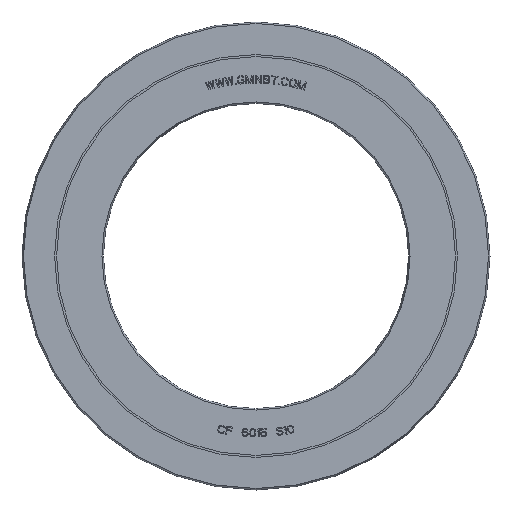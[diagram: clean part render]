
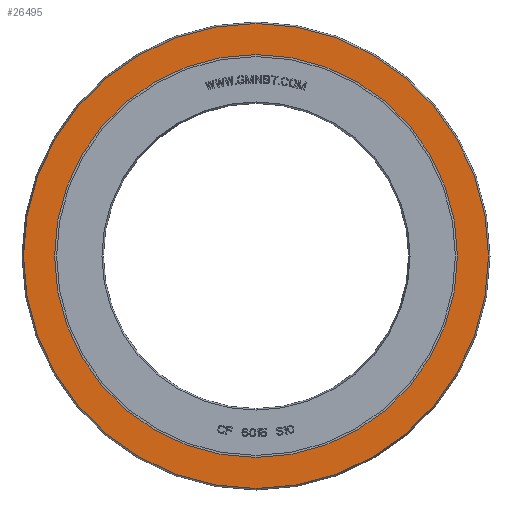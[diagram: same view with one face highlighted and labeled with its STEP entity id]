
A CAD part, front view. The second image highlights one B-rep face of the part: STEP entity #26495.
In plain terms, the highlighted planar face has unit normal (0, -1, 0).
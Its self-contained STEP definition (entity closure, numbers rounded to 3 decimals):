
#26014=CARTESIAN_POINT('',(0.,-3.,0.));
#26015=DIRECTION('',(0.,1.,0.));
#26016=DIRECTION('',(0.,0.,-1.));
#26017=AXIS2_PLACEMENT_3D('',#26014,#26015,#26016);
#26022=CARTESIAN_POINT('',(0.,-3.,0.));
#26023=DIRECTION('',(0.,-1.,0.));
#26024=DIRECTION('',(0.,0.,-1.));
#26025=AXIS2_PLACEMENT_3D('',#26022,#26023,#26024);
#26030=CARTESIAN_POINT('',(0.,-3.,0.));
#26031=DIRECTION('',(0.,-1.,0.));
#26032=DIRECTION('',(0.,0.,-1.));
#26033=AXIS2_PLACEMENT_3D('',#26030,#26031,#26032);
#26052=CARTESIAN_POINT('',(0.,-3.,0.));
#26053=DIRECTION('',(0.,1.,0.));
#26054=DIRECTION('',(0.,0.,-1.));
#26055=AXIS2_PLACEMENT_3D('',#26052,#26053,#26054);
#26091=CARTESIAN_POINT('',(0.,-3.,-49.5));
#26093=VERTEX_POINT('',#26091);
#26094=CARTESIAN_POINT('',(0.,-3.,-57.136));
#26096=VERTEX_POINT('',#26094);
#26107=CARTESIAN_POINT('',(0.,-3.,49.5));
#26109=VERTEX_POINT('',#26107);
#26110=CARTESIAN_POINT('',(0.,-3.,57.136));
#26112=VERTEX_POINT('',#26110);
#26480=CARTESIAN_POINT('',(0.,-3.,0.));
#26481=DIRECTION('',(0.,-1.,0.));
#26482=DIRECTION('',(0.,0.,1.));
#26483=AXIS2_PLACEMENT_3D('',#26480,#26481,#26482);
#26484=PLANE('',#26483);
#26486=ORIENTED_EDGE('',*,*,#26485,.F.);
#26488=ORIENTED_EDGE('',*,*,#26487,.T.);
#26489=EDGE_LOOP('',(#26486,#26488));
#26490=FACE_OUTER_BOUND('',#26489,.F.);
#26491=ORIENTED_EDGE('',*,*,#26473,.F.);
#26492=ORIENTED_EDGE('',*,*,#26462,.T.);
#26493=EDGE_LOOP('',(#26491,#26492));
#26494=FACE_BOUND('',#26493,.F.);
#26018=CIRCLE('',#26017,49.5);
#26026=CIRCLE('',#26025,49.5);
#26034=CIRCLE('',#26033,57.136);
#26056=CIRCLE('',#26055,57.136);
#26462=EDGE_CURVE('',#26093,#26109,#26026,.T.);
#26473=EDGE_CURVE('',#26093,#26109,#26018,.T.);
#26485=EDGE_CURVE('',#26096,#26112,#26034,.T.);
#26487=EDGE_CURVE('',#26096,#26112,#26056,.T.);
#26495=ADVANCED_FACE('',(#26490,#26494),#26484,.T.);
